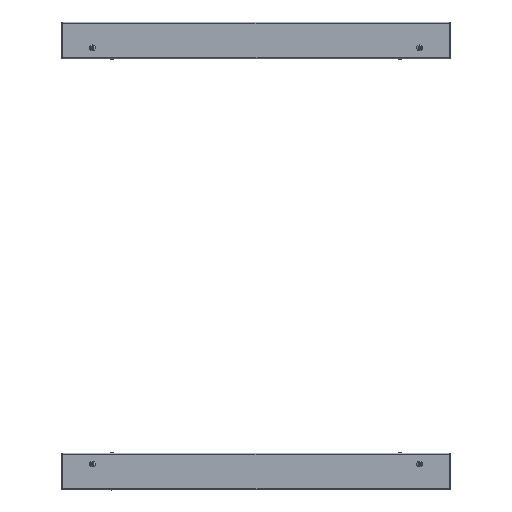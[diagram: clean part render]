
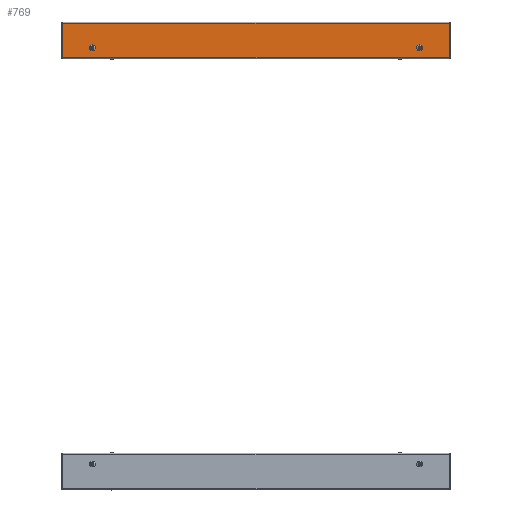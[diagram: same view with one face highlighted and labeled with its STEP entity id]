
A CAD part, top view. The second image highlights one B-rep face of the part: STEP entity #769.
In plain terms, the highlighted planar face has unit normal (0, 0, 1).
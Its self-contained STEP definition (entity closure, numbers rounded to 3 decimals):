
#769 = ADVANCED_FACE ( 'NONE', ( #1543, #1554, #1552 ), #7640, .T. ) ;
#1543 = FACE_BOUND ( 'NONE', #3443, .T. ) ;
#1552 = FACE_OUTER_BOUND ( 'NONE', #3439, .T. ) ;
#1554 = FACE_BOUND ( 'NONE', #3451, .T. ) ;
#2053 = DIRECTION ( 'NONE',  ( 0., 1., 0. ) ) ;
#2055 = CARTESIAN_POINT ( 'NONE',  ( 394.75, -37.5, 0. ) ) ;
#2057 = DIRECTION ( 'NONE',  ( 1., 0., 0. ) ) ;
#2060 = DIRECTION ( 'NONE',  ( 1., 0., 0. ) ) ;
#2062 = DIRECTION ( 'NONE',  ( 0., 0., 1. ) ) ;
#2064 = CARTESIAN_POINT ( 'NONE',  ( -334.5, -15., 0. ) ) ;
#2066 = CARTESIAN_POINT ( 'NONE',  ( -394.75, -35.25, 0. ) ) ;
#2068 = DIRECTION ( 'NONE',  ( 1., 0., 0. ) ) ;
#2069 = DIRECTION ( 'NONE',  ( 0., 0., 1. ) ) ;
#2071 = CARTESIAN_POINT ( 'NONE',  ( 334.5, -15., 0. ) ) ;
#2072 = DIRECTION ( 'NONE',  ( 0., -1., 0. ) ) ;
#2073 = CARTESIAN_POINT ( 'NONE',  ( -394.75, 37.5, 0. ) ) ;
#3439 = EDGE_LOOP ( 'NONE', ( #7314, #7315, #7316, #7317 ) ) ;
#3443 = EDGE_LOOP ( 'NONE', ( #7310, #7311 ) ) ;
#3451 = EDGE_LOOP ( 'NONE', ( #7312, #7313 ) ) ;
#3586 = VERTEX_POINT ( 'NONE', #5095 ) ;
#3696 = VERTEX_POINT ( 'NONE', #5038 ) ;
#3704 = VERTEX_POINT ( 'NONE', #5028 ) ;
#3707 = VERTEX_POINT ( 'NONE', #5024 ) ;
#3708 = VERTEX_POINT ( 'NONE', #5023 ) ;
#3740 = VERTEX_POINT ( 'NONE', #4975 ) ;
#3745 = VERTEX_POINT ( 'NONE', #4970 ) ;
#3746 = VERTEX_POINT ( 'NONE', #4969 ) ;
#4969 = CARTESIAN_POINT ( 'NONE',  ( -330., -15., 0. ) ) ;
#4970 = CARTESIAN_POINT ( 'NONE',  ( -339., -15., 0. ) ) ;
#4975 = CARTESIAN_POINT ( 'NONE',  ( 330., -15., 0. ) ) ;
#5023 = CARTESIAN_POINT ( 'NONE',  ( 394.75, 35.25, 0. ) ) ;
#5024 = CARTESIAN_POINT ( 'NONE',  ( 394.75, -35.25, 0. ) ) ;
#5028 = CARTESIAN_POINT ( 'NONE',  ( -394.75, -35.25, 0. ) ) ;
#5038 = CARTESIAN_POINT ( 'NONE',  ( -394.75, 35.25, 0. ) ) ;
#5095 = CARTESIAN_POINT ( 'NONE',  ( 339., -15., 0. ) ) ;
#7194 = DIRECTION ( 'NONE',  ( 1., 0., 0. ) ) ;
#7197 = DIRECTION ( 'NONE',  ( 0., 0., 1. ) ) ;
#7198 = DIRECTION ( 'NONE',  ( 0., 0., 1. ) ) ;
#7200 = DIRECTION ( 'NONE',  ( 1., 0., 0. ) ) ;
#7203 = CARTESIAN_POINT ( 'NONE',  ( 334.5, -15., 0. ) ) ;
#7204 = CARTESIAN_POINT ( 'NONE',  ( -334.5, -15., 0. ) ) ;
#7310 = ORIENTED_EDGE ( 'NONE', *, *, #15720, .F. ) ;
#7311 = ORIENTED_EDGE ( 'NONE', *, *, #8356, .F. ) ;
#7312 = ORIENTED_EDGE ( 'NONE', *, *, #15721, .F. ) ;
#7313 = ORIENTED_EDGE ( 'NONE', *, *, #8295, .F. ) ;
#7314 = ORIENTED_EDGE ( 'NONE', *, *, #15722, .T. ) ;
#7315 = ORIENTED_EDGE ( 'NONE', *, *, #15724, .T. ) ;
#7316 = ORIENTED_EDGE ( 'NONE', *, *, #15726, .T. ) ;
#7317 = ORIENTED_EDGE ( 'NONE', *, *, #15728, .T. ) ;
#7638 = DIRECTION ( 'NONE',  ( 1., 0., 0. ) ) ;
#7640 = PLANE ( 'NONE',  #8538 ) ;
#7641 = CARTESIAN_POINT ( 'NONE',  ( 0., 0., 0. ) ) ;
#7647 = DIRECTION ( 'NONE',  ( 0., 0., 1. ) ) ;
#8295 = EDGE_CURVE ( 'NONE', #3745, #3746, #14037, .T. ) ;
#8302 = AXIS2_PLACEMENT_3D ( 'NONE', #7203, #7198, #7194 ) ;
#8303 = AXIS2_PLACEMENT_3D ( 'NONE', #7204, #7197, #7200 ) ;
#8356 = EDGE_CURVE ( 'NONE', #3740, #3586, #14039, .T. ) ;
#8538 = AXIS2_PLACEMENT_3D ( 'NONE', #7641, #7647, #7638 ) ;
#9824 = CIRCLE ( 'NONE', #12702, 4.5 ) ;
#9827 = LINE ( 'NONE', #2066, #9834 ) ;
#9829 = CIRCLE ( 'NONE', #12700, 4.5 ) ;
#9830 = LINE ( 'NONE', #2073, #9832 ) ;
#9832 = VECTOR ( 'NONE', #2072, 1000. ) ;
#9833 = LINE ( 'NONE', #2055, #9836 ) ;
#9834 = VECTOR ( 'NONE', #2057, 1000. ) ;
#9835 = LINE ( 'NONE', #15730, #9838 ) ;
#9836 = VECTOR ( 'NONE', #2053, 1000. ) ;
#9838 = VECTOR ( 'NONE', #15729, 1000. ) ;
#12700 = AXIS2_PLACEMENT_3D ( 'NONE', #2064, #2062, #2060 ) ;
#12702 = AXIS2_PLACEMENT_3D ( 'NONE', #2071, #2069, #2068 ) ;
#14037 = CIRCLE ( 'NONE', #8303, 4.5 ) ;
#14039 = CIRCLE ( 'NONE', #8302, 4.5 ) ;
#15720 = EDGE_CURVE ( 'NONE', #3586, #3740, #9824, .T. ) ;
#15721 = EDGE_CURVE ( 'NONE', #3746, #3745, #9829, .T. ) ;
#15722 = EDGE_CURVE ( 'NONE', #3696, #3704, #9830, .T. ) ;
#15724 = EDGE_CURVE ( 'NONE', #3704, #3707, #9827, .T. ) ;
#15726 = EDGE_CURVE ( 'NONE', #3707, #3708, #9833, .T. ) ;
#15728 = EDGE_CURVE ( 'NONE', #3708, #3696, #9835, .T. ) ;
#15729 = DIRECTION ( 'NONE',  ( -1., 0., 0. ) ) ;
#15730 = CARTESIAN_POINT ( 'NONE',  ( 394.75, 35.25, 0. ) ) ;
